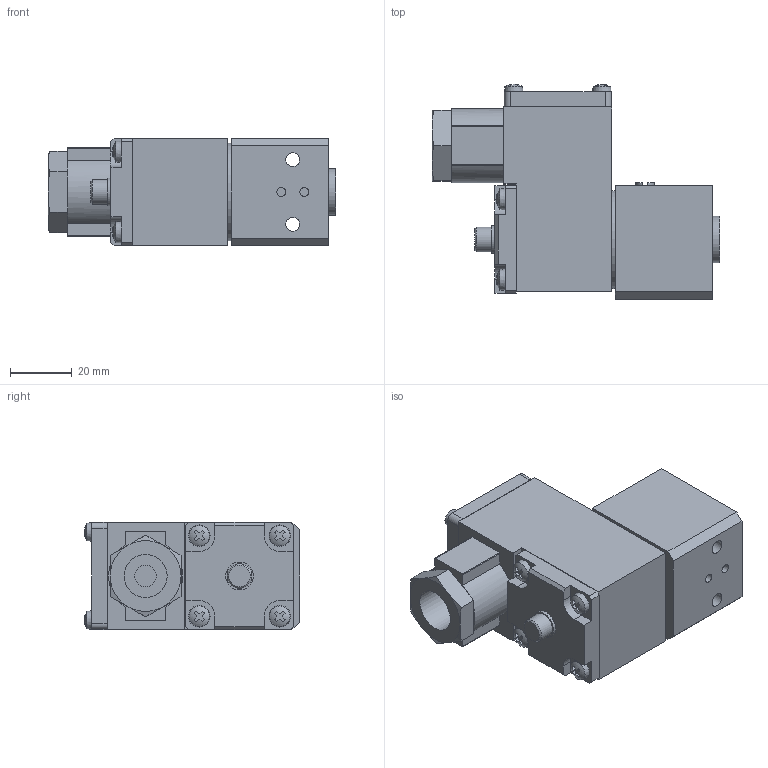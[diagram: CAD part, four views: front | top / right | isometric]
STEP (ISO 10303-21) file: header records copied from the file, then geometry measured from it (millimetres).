
FILE_DESCRIPTION(/* description */ ('STEP AP214'),/* implementation_level */ '2;1');
FILE_NAME(/* name */ '535614_MGXIAH-3_2-0_8-24DC-EX',/* time_stamp */ '2024-09-05T10:23:41+02:00',/* author */ ('License CC BY-ND 4.0'),/* organization */ ('CADENAS'),/* preprocessor_version */ 'ST-DEVELOPER v19.3',/* originating_system */ 'PARTsolutions',/* authorisation */ ' ');
FILE_SCHEMA (('AUTOMOTIVE_DESIGN {1 0 10303 214 3 1 1}'));
Length unit declared in the file: millimetre
Products named in the file (1): 535614 MGXIAH-3/2-0.8-24DC-EX
Bounding box: 93.44 x 69.86 x 35 mm (x, y, z)
Volume: 131834.5 mm3; surface area: 22572.7 mm2
Topology: 1 solids, 1 shells, 243 faces, 642 edges, 422 vertices
Faces by surface type: plane 147, cylinder 75, cone 15, torus 6
Full cylindrical faces by diameter (mm): 2.9 x2, 4.5 x2, 6 x1, 7 x1, 8 x3, 9 x1, 14 x1, 15 x1, 31.8 x1
Entity records: 9059 total; most frequent: CARTESIAN_POINT 1468, DIRECTION 1204, ORIENTED_EDGE 1200, EDGE_CURVE 600, AXIS2_PLACEMENT_3D 432, VERTEX_POINT 408, LINE 340, VECTOR 340
